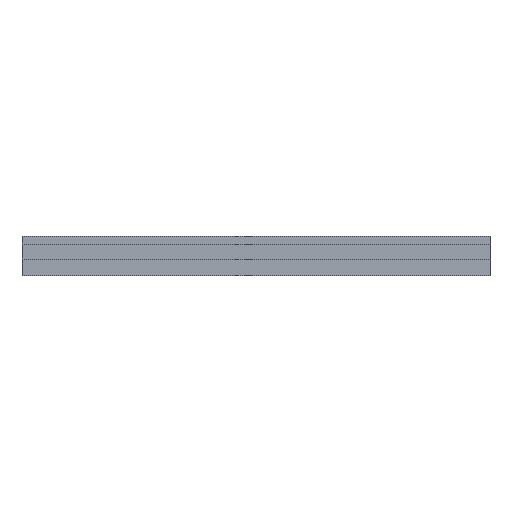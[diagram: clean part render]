
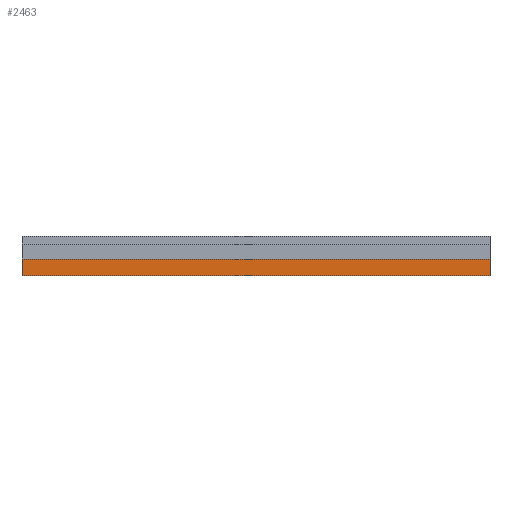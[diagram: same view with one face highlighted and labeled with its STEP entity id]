
A CAD part, front view. The second image highlights one B-rep face of the part: STEP entity #2463.
In plain terms, the highlighted planar face has unit normal (0, -1, 0).
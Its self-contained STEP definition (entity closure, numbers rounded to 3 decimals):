
#1010 = VERTEX_POINT ( 'NONE', #11116 ) ;
#1268 = LINE ( 'NONE', #10783, #9449 ) ;
#1637 = ORIENTED_EDGE ( 'NONE', *, *, #11821, .T. ) ;
#2463 = ADVANCED_FACE ( 'NONE', ( #3354 ), #14152, .F. ) ;
#2752 = VERTEX_POINT ( 'NONE', #3038 ) ;
#3038 = CARTESIAN_POINT ( 'NONE',  ( 108., 8.5, -25.15 ) ) ;
#3283 = VECTOR ( 'NONE', #14570, 1000. ) ;
#3354 = FACE_OUTER_BOUND ( 'NONE', #9159, .T. ) ;
#4595 = VERTEX_POINT ( 'NONE', #10764 ) ;
#5108 = EDGE_CURVE ( 'NONE', #4595, #1010, #14656, .T. ) ;
#5170 = CARTESIAN_POINT ( 'NONE',  ( -189., 8.5, -13. ) ) ;
#5804 = DIRECTION ( 'NONE',  ( 0., 0., -1. ) ) ;
#5822 = DIRECTION ( 'NONE',  ( 0., 1., 0. ) ) ;
#6895 = EDGE_CURVE ( 'NONE', #1010, #2752, #10444, .T. ) ;
#7178 = CARTESIAN_POINT ( 'NONE',  ( -189., 8.5, -25.15 ) ) ;
#7553 = AXIS2_PLACEMENT_3D ( 'NONE', #13997, #5822, #10384 ) ;
#7944 = VECTOR ( 'NONE', #5804, 1000. ) ;
#8568 = VERTEX_POINT ( 'NONE', #7178 ) ;
#9159 = EDGE_LOOP ( 'NONE', ( #9679, #11985, #1637, #9379 ) ) ;
#9379 = ORIENTED_EDGE ( 'NONE', *, *, #6895, .F. ) ;
#9449 = VECTOR ( 'NONE', #11700, 1000. ) ;
#9679 = ORIENTED_EDGE ( 'NONE', *, *, #5108, .F. ) ;
#10183 = DIRECTION ( 'NONE',  ( 1., 0., 0. ) ) ;
#10384 = DIRECTION ( 'NONE',  ( 0., 0., 1. ) ) ;
#10444 = LINE ( 'NONE', #15131, #7944 ) ;
#10764 = CARTESIAN_POINT ( 'NONE',  ( -189., 8.5, -14.5 ) ) ;
#10783 = CARTESIAN_POINT ( 'NONE',  ( 108., 8.5, -25.15 ) ) ;
#11116 = CARTESIAN_POINT ( 'NONE',  ( 108., 8.5, -14.5 ) ) ;
#11124 = CARTESIAN_POINT ( 'NONE',  ( 108., 8.5, -14.5 ) ) ;
#11700 = DIRECTION ( 'NONE',  ( 1., 0., 0. ) ) ;
#11821 = EDGE_CURVE ( 'NONE', #8568, #2752, #1268, .T. ) ;
#11985 = ORIENTED_EDGE ( 'NONE', *, *, #14500, .T. ) ;
#12496 = LINE ( 'NONE', #5170, #3283 ) ;
#13997 = CARTESIAN_POINT ( 'NONE',  ( 108., 8.5, -14.5 ) ) ;
#14152 = PLANE ( 'NONE',  #7553 ) ;
#14500 = EDGE_CURVE ( 'NONE', #4595, #8568, #12496, .T. ) ;
#14570 = DIRECTION ( 'NONE',  ( 0., 0., -1. ) ) ;
#14656 = LINE ( 'NONE', #11124, #14860 ) ;
#14860 = VECTOR ( 'NONE', #10183, 1000. ) ;
#15131 = CARTESIAN_POINT ( 'NONE',  ( 108., 8.5, -13. ) ) ;
